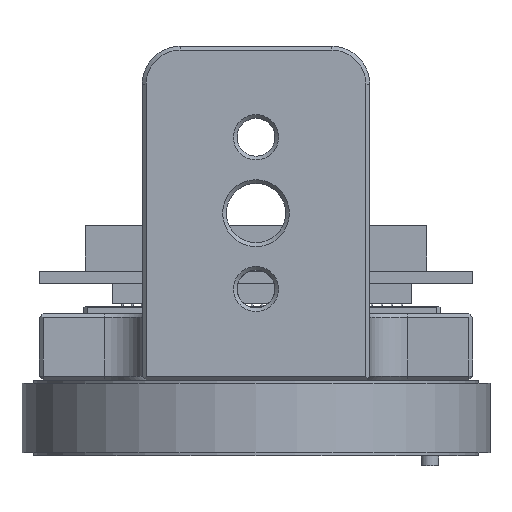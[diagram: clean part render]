
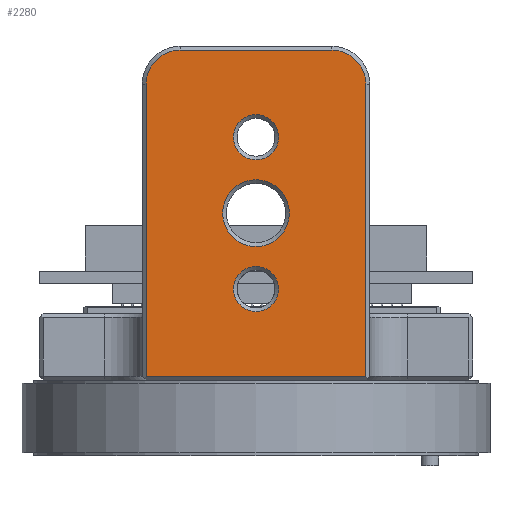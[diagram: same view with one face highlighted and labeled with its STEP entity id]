
A CAD part, left-side view. The second image highlights one B-rep face of the part: STEP entity #2280.
In plain terms, the highlighted face is planar.
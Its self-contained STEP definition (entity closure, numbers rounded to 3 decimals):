
#2280 = ADVANCED_FACE( '', ( #4902, #4903, #4904, #4905 ), #4906, .T. );
#4902 = FACE_BOUND( '', #7911, .T. );
#4903 = FACE_BOUND( '', #7912, .T. );
#4904 = FACE_BOUND( '', #7913, .T. );
#4905 = FACE_OUTER_BOUND( '', #7914, .T. );
#4906 = PLANE( '', #7915 );
#7911 = EDGE_LOOP( '', ( #13284 ) );
#7912 = EDGE_LOOP( '', ( #13285 ) );
#7913 = EDGE_LOOP( '', ( #13286 ) );
#7914 = EDGE_LOOP( '', ( #13287, #13288, #13289, #13290, #13291, #13292 ) );
#7915 = AXIS2_PLACEMENT_3D( '', #13293, #13294, #13295 );
#13284 = ORIENTED_EDGE( '', *, *, #16300, .T. );
#13285 = ORIENTED_EDGE( '', *, *, #16216, .T. );
#13286 = ORIENTED_EDGE( '', *, *, #15787, .T. );
#13287 = ORIENTED_EDGE( '', *, *, #16301, .T. );
#13288 = ORIENTED_EDGE( '', *, *, #15917, .T. );
#13289 = ORIENTED_EDGE( '', *, *, #14546, .T. );
#13290 = ORIENTED_EDGE( '', *, *, #15724, .T. );
#13291 = ORIENTED_EDGE( '', *, *, #14870, .T. );
#13292 = ORIENTED_EDGE( '', *, *, #15490, .T. );
#13293 = CARTESIAN_POINT( '', ( 0., 36.575, 0. ) );
#13294 = DIRECTION( '', ( 0., 1., 0. ) );
#13295 = DIRECTION( '', ( 0., 0., 1. ) );
#14546 = EDGE_CURVE( '', #16764, #16770, #16772, .T. );
#14870 = EDGE_CURVE( '', #17306, #17310, #17312, .T. );
#15490 = EDGE_CURVE( '', #17310, #18266, #18268, .T. );
#15724 = EDGE_CURVE( '', #16770, #17306, #18606, .T. );
#15787 = EDGE_CURVE( '', #18694, #18694, #18695, .F. );
#15917 = EDGE_CURVE( '', #18873, #16764, #18878, .T. );
#16216 = EDGE_CURVE( '', #19278, #19278, #19279, .F. );
#16300 = EDGE_CURVE( '', #19386, #19386, #19387, .F. );
#16301 = EDGE_CURVE( '', #18266, #18873, #19388, .T. );
#16764 = VERTEX_POINT( '', #19965 );
#16770 = VERTEX_POINT( '', #19974 );
#16772 = LINE( '', #19977, #19978 );
#17306 = VERTEX_POINT( '', #20716 );
#17310 = VERTEX_POINT( '', #20722 );
#17312 = LINE( '', #20725, #20726 );
#18266 = VERTEX_POINT( '', #21888 );
#18268 = CIRCLE( '', #21891, 4.5 );
#18606 = CIRCLE( '', #22357, 4.5 );
#18694 = VERTEX_POINT( '', #22459 );
#18695 = CIRCLE( '', #22460, 2.988 );
#18873 = VERTEX_POINT( '', #22669 );
#18878 = LINE( '', #22677, #22678 );
#19278 = VERTEX_POINT( '', #23140 );
#19279 = CIRCLE( '', #23141, 4.403 );
#19386 = VERTEX_POINT( '', #23262 );
#19387 = CIRCLE( '', #23263, 2.988 );
#19388 = LINE( '', #23264, #23265 );
#19965 = CARTESIAN_POINT( '', ( -14.5, 36.575, 0.5 ) );
#19974 = CARTESIAN_POINT( '', ( -14.5, 36.575, 39. ) );
#19977 = CARTESIAN_POINT( '', ( -14.5, 36.575, 39. ) );
#19978 = VECTOR( '', #23733, 1000. );
#20716 = CARTESIAN_POINT( '', ( -10., 36.575, 43.5 ) );
#20722 = CARTESIAN_POINT( '', ( 10., 36.575, 43.5 ) );
#20725 = CARTESIAN_POINT( '', ( 10., 36.575, 43.5 ) );
#20726 = VECTOR( '', #24171, 1000. );
#21888 = CARTESIAN_POINT( '', ( 14.5, 36.575, 39. ) );
#21891 = AXIS2_PLACEMENT_3D( '', #24985, #24986, #24987 );
#22357 = AXIS2_PLACEMENT_3D( '', #25315, #25316, #25317 );
#22459 = CARTESIAN_POINT( '', ( 0., 36.575, 34.988 ) );
#22460 = AXIS2_PLACEMENT_3D( '', #25395, #25396, #25397 );
#22669 = CARTESIAN_POINT( '', ( 14.5, 36.575, 0.5 ) );
#22677 = CARTESIAN_POINT( '', ( -15., 36.575, 0.5 ) );
#22678 = VECTOR( '', #25558, 1000. );
#23140 = CARTESIAN_POINT( '', ( 0., 36.575, 26.403 ) );
#23141 = AXIS2_PLACEMENT_3D( '', #25905, #25906, #25907 );
#23262 = CARTESIAN_POINT( '', ( 0., 36.575, 14.988 ) );
#23263 = AXIS2_PLACEMENT_3D( '', #25982, #25983, #25984 );
#23264 = CARTESIAN_POINT( '', ( 14.5, 36.575, 0. ) );
#23265 = VECTOR( '', #25985, 1000. );
#23733 = DIRECTION( '', ( 0., 0., 1. ) );
#24171 = DIRECTION( '', ( 1., 0., 0. ) );
#24985 = CARTESIAN_POINT( '', ( 10., 36.575, 39. ) );
#24986 = DIRECTION( '', ( 0., 1., 0. ) );
#24987 = DIRECTION( '', ( 0., 0., 1. ) );
#25315 = CARTESIAN_POINT( '', ( -10., 36.575, 39. ) );
#25316 = DIRECTION( '', ( 0., 1., 0. ) );
#25317 = DIRECTION( '', ( 0., 0., 1. ) );
#25395 = CARTESIAN_POINT( '', ( 0., 36.575, 32. ) );
#25396 = DIRECTION( '', ( 0., 1., 0. ) );
#25397 = DIRECTION( '', ( 0., 0., 1. ) );
#25558 = DIRECTION( '', ( -1., 0., 0. ) );
#25905 = CARTESIAN_POINT( '', ( 0., 36.575, 22. ) );
#25906 = DIRECTION( '', ( 0., 1., 0. ) );
#25907 = DIRECTION( '', ( 0., 0., 1. ) );
#25982 = CARTESIAN_POINT( '', ( 0., 36.575, 12. ) );
#25983 = DIRECTION( '', ( 0., 1., 0. ) );
#25984 = DIRECTION( '', ( 0., 0., 1. ) );
#25985 = DIRECTION( '', ( 0., 0., -1. ) );
